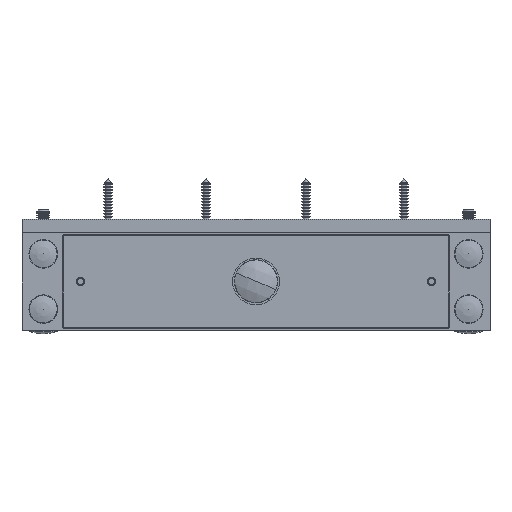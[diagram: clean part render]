
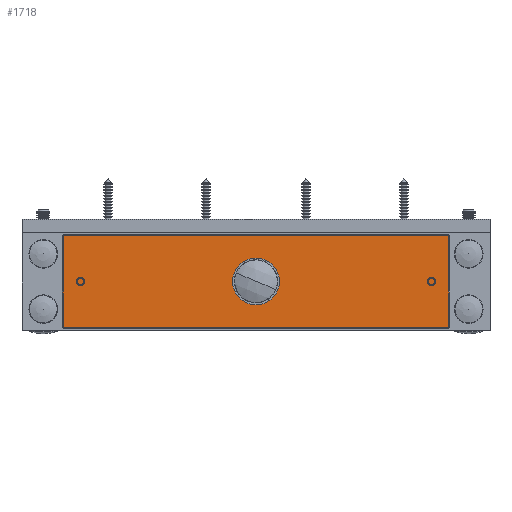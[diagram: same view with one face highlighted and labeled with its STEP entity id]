
A CAD part, top view. The second image highlights one B-rep face of the part: STEP entity #1718.
In plain terms, the highlighted planar face has unit normal (0, 0, 1).
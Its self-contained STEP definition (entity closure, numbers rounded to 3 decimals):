
#20 = AXIS2_PLACEMENT_3D ( 'NONE', #44657, #53172, #11836 ) ;
#235 = DIRECTION ( 'NONE',  ( -1., 0., 0. ) ) ;
#353 = CIRCLE ( 'NONE', #25435, 2. ) ;
#449 = ORIENTED_EDGE ( 'NONE', *, *, #26188, .T. ) ;
#917 = ORIENTED_EDGE ( 'NONE', *, *, #21931, .F. ) ;
#1718 = ADVANCED_FACE ( 'NONE', ( #57693, #48898, #12130, #38961 ), #2754, .F. ) ;
#1726 = VERTEX_POINT ( 'NONE', #30860 ) ;
#2306 = LINE ( 'NONE', #7150, #4898 ) ;
#2754 = PLANE ( 'NONE',  #20 ) ;
#3151 = LINE ( 'NONE', #17352, #57320 ) ;
#3414 = DIRECTION ( 'NONE',  ( 0.078, 0.997, 0. ) ) ;
#4729 = EDGE_CURVE ( 'NONE', #36856, #11297, #42870, .T. ) ;
#4898 = VECTOR ( 'NONE', #25546, 1000. ) ;
#6044 = VERTEX_POINT ( 'NONE', #16461 ) ;
#6400 = DIRECTION ( 'NONE',  ( 0.078, -0.997, 0. ) ) ;
#7150 = CARTESIAN_POINT ( 'NONE',  ( 90.5, -22., 40. ) ) ;
#7243 = CARTESIAN_POINT ( 'NONE',  ( 82.657, 1.994, 40. ) ) ;
#7245 = CARTESIAN_POINT ( 'NONE',  ( 82.343, 1.994, 40. ) ) ;
#8715 = DIRECTION ( 'NONE',  ( 0., 0., -1. ) ) ;
#8887 = DIRECTION ( 'NONE',  ( 0., 0., -1. ) ) ;
#9169 = CARTESIAN_POINT ( 'NONE',  ( -82.343, 1.994, 40. ) ) ;
#9750 = LINE ( 'NONE', #45907, #50993 ) ;
#10456 = DIRECTION ( 'NONE',  ( 1., 0., 0. ) ) ;
#10833 = CARTESIAN_POINT ( 'NONE',  ( -82.5, 0., 40. ) ) ;
#10892 = DIRECTION ( 'NONE',  ( -1., 0., 0. ) ) ;
#10968 = VERTEX_POINT ( 'NONE', #23420 ) ;
#11297 = VERTEX_POINT ( 'NONE', #37419 ) ;
#11415 = VERTEX_POINT ( 'NONE', #7245 ) ;
#11691 = DIRECTION ( 'NONE',  ( 0., 0., 1. ) ) ;
#11745 = ORIENTED_EDGE ( 'NONE', *, *, #47596, .T. ) ;
#11836 = DIRECTION ( 'NONE',  ( -1., 0., 0. ) ) ;
#12130 = FACE_OUTER_BOUND ( 'NONE', #56333, .T. ) ;
#14638 = ORIENTED_EDGE ( 'NONE', *, *, #47499, .T. ) ;
#16068 = CARTESIAN_POINT ( 'NONE',  ( -82.5, 0., 40. ) ) ;
#16226 = DIRECTION ( 'NONE',  ( -0.078, -0.997, 0. ) ) ;
#16461 = CARTESIAN_POINT ( 'NONE',  ( -90.5, -21.5, 40. ) ) ;
#16580 = DIRECTION ( 'NONE',  ( 0., 0., -1. ) ) ;
#16815 = AXIS2_PLACEMENT_3D ( 'NONE', #31821, #8887, #10892 ) ;
#16877 = ORIENTED_EDGE ( 'NONE', *, *, #23104, .T. ) ;
#17019 = LINE ( 'NONE', #48954, #25700 ) ;
#17352 = CARTESIAN_POINT ( 'NONE',  ( -90.5, -22., 40. ) ) ;
#18681 = EDGE_CURVE ( 'NONE', #36856, #36196, #20767, .T. ) ;
#20306 = VECTOR ( 'NONE', #16226, 1000. ) ;
#20767 = LINE ( 'NONE', #10833, #20306 ) ;
#20803 = DIRECTION ( 'NONE',  ( -1., 0., 0. ) ) ;
#21033 = LINE ( 'NONE', #43314, #34792 ) ;
#21708 = CIRCLE ( 'NONE', #55420, 4.25 ) ;
#21931 = EDGE_CURVE ( 'NONE', #58102, #26630, #51477, .T. ) ;
#23104 = EDGE_CURVE ( 'NONE', #1726, #36196, #34276, .T. ) ;
#23420 = CARTESIAN_POINT ( 'NONE',  ( 90.5, 21.5, 40. ) ) ;
#23465 = VERTEX_POINT ( 'NONE', #58025 ) ;
#24300 = VERTEX_POINT ( 'NONE', #37520 ) ;
#24505 = CARTESIAN_POINT ( 'NONE',  ( -82.5, 0., 40. ) ) ;
#25435 = AXIS2_PLACEMENT_3D ( 'NONE', #44203, #11691, #30118 ) ;
#25438 = CARTESIAN_POINT ( 'NONE',  ( 91., -21.5, 40. ) ) ;
#25524 = EDGE_CURVE ( 'NONE', #6044, #36025, #42402, .T. ) ;
#25546 = DIRECTION ( 'NONE',  ( 0., 1., 0. ) ) ;
#25700 = VECTOR ( 'NONE', #3414, 1000. ) ;
#26055 = ORIENTED_EDGE ( 'NONE', *, *, #18681, .F. ) ;
#26188 = EDGE_CURVE ( 'NONE', #10968, #24300, #9750, .T. ) ;
#26630 = VERTEX_POINT ( 'NONE', #27491 ) ;
#27080 = EDGE_CURVE ( 'NONE', #26630, #11415, #21033, .T. ) ;
#27114 = EDGE_CURVE ( 'NONE', #36025, #10968, #2306, .T. ) ;
#27491 = CARTESIAN_POINT ( 'NONE',  ( 82.382, 1.495, 40. ) ) ;
#27681 = ORIENTED_EDGE ( 'NONE', *, *, #27114, .T. ) ;
#28204 = DIRECTION ( 'NONE',  ( 0., 0., 1. ) ) ;
#28681 = ORIENTED_EDGE ( 'NONE', *, *, #4729, .T. ) ;
#29484 = AXIS2_PLACEMENT_3D ( 'NONE', #32721, #28204, #37509 ) ;
#30118 = DIRECTION ( 'NONE',  ( -1., 0., 0. ) ) ;
#30170 = EDGE_CURVE ( 'NONE', #11415, #36114, #353, .T. ) ;
#30700 = VECTOR ( 'NONE', #10456, 1000. ) ;
#30860 = CARTESIAN_POINT ( 'NONE',  ( -82.618, 1.495, 40. ) ) ;
#31821 = CARTESIAN_POINT ( 'NONE',  ( 82.5, 0., 40. ) ) ;
#31852 = EDGE_CURVE ( 'NONE', #24300, #6044, #3151, .T. ) ;
#32721 = CARTESIAN_POINT ( 'NONE',  ( -82.5, 0., 40. ) ) ;
#34276 = CIRCLE ( 'NONE', #29484, 1.5 ) ;
#34473 = DIRECTION ( 'NONE',  ( 0., 0., -1. ) ) ;
#34792 = VECTOR ( 'NONE', #38515, 1000. ) ;
#34838 = DIRECTION ( 'NONE',  ( 0., -1., 0. ) ) ;
#35895 = CARTESIAN_POINT ( 'NONE',  ( -82.382, 1.495, 40. ) ) ;
#36025 = VERTEX_POINT ( 'NONE', #43705 ) ;
#36048 = ORIENTED_EDGE ( 'NONE', *, *, #30170, .F. ) ;
#36114 = VERTEX_POINT ( 'NONE', #7243 ) ;
#36196 = VERTEX_POINT ( 'NONE', #35895 ) ;
#36856 = VERTEX_POINT ( 'NONE', #9169 ) ;
#37419 = CARTESIAN_POINT ( 'NONE',  ( -82.657, 1.994, 40. ) ) ;
#37509 = DIRECTION ( 'NONE',  ( -1., 0., 0. ) ) ;
#37520 = CARTESIAN_POINT ( 'NONE',  ( -90.5, 21.5, 40. ) ) ;
#37974 = VECTOR ( 'NONE', #6400, 1000. ) ;
#38227 = CARTESIAN_POINT ( 'NONE',  ( 82.618, 1.495, 40. ) ) ;
#38515 = DIRECTION ( 'NONE',  ( -0.078, 0.997, 0. ) ) ;
#38961 = FACE_BOUND ( 'NONE', #51003, .T. ) ;
#40843 = EDGE_CURVE ( 'NONE', #58102, #36114, #17019, .T. ) ;
#41250 = ORIENTED_EDGE ( 'NONE', *, *, #55715, .T. ) ;
#41700 = DIRECTION ( 'NONE',  ( -1., 0., 0. ) ) ;
#42402 = LINE ( 'NONE', #25438, #30700 ) ;
#42870 = CIRCLE ( 'NONE', #50626, 2. ) ;
#43314 = CARTESIAN_POINT ( 'NONE',  ( 84.273, -22.529, 40. ) ) ;
#43705 = CARTESIAN_POINT ( 'NONE',  ( 90.5, -21.5, 40. ) ) ;
#44203 = CARTESIAN_POINT ( 'NONE',  ( 82.5, 0., 40. ) ) ;
#44284 = ORIENTED_EDGE ( 'NONE', *, *, #31852, .T. ) ;
#44657 = CARTESIAN_POINT ( 'NONE',  ( 91., -22., 40. ) ) ;
#45216 = VERTEX_POINT ( 'NONE', #47539 ) ;
#45907 = CARTESIAN_POINT ( 'NONE',  ( 91., 21.5, 40. ) ) ;
#46338 = EDGE_LOOP ( 'NONE', ( #49397, #917, #52247, #36048 ) ) ;
#47094 = LINE ( 'NONE', #24505, #37974 ) ;
#47499 = EDGE_CURVE ( 'NONE', #23465, #45216, #59289, .T. ) ;
#47539 = CARTESIAN_POINT ( 'NONE',  ( 4.25, 0., 40. ) ) ;
#47596 = EDGE_CURVE ( 'NONE', #45216, #23465, #21708, .T. ) ;
#47701 = AXIS2_PLACEMENT_3D ( 'NONE', #58517, #16580, #20803 ) ;
#47727 = DIRECTION ( 'NONE',  ( -1., 0., 0. ) ) ;
#48898 = FACE_BOUND ( 'NONE', #46338, .T. ) ;
#48954 = CARTESIAN_POINT ( 'NONE',  ( 80.832, -21.2, 40. ) ) ;
#49397 = ORIENTED_EDGE ( 'NONE', *, *, #27080, .F. ) ;
#49483 = EDGE_LOOP ( 'NONE', ( #14638, #11745 ) ) ;
#49881 = ORIENTED_EDGE ( 'NONE', *, *, #25524, .T. ) ;
#50626 = AXIS2_PLACEMENT_3D ( 'NONE', #16068, #34473, #47727 ) ;
#50993 = VECTOR ( 'NONE', #41700, 1000. ) ;
#51003 = EDGE_LOOP ( 'NONE', ( #28681, #41250, #16877, #26055 ) ) ;
#51477 = CIRCLE ( 'NONE', #16815, 1.5 ) ;
#52247 = ORIENTED_EDGE ( 'NONE', *, *, #40843, .T. ) ;
#53172 = DIRECTION ( 'NONE',  ( 0., 0., -1. ) ) ;
#55420 = AXIS2_PLACEMENT_3D ( 'NONE', #59685, #8715, #235 ) ;
#55715 = EDGE_CURVE ( 'NONE', #11297, #1726, #47094, .T. ) ;
#56333 = EDGE_LOOP ( 'NONE', ( #44284, #49881, #27681, #449 ) ) ;
#57320 = VECTOR ( 'NONE', #34838, 1000. ) ;
#57693 = FACE_BOUND ( 'NONE', #49483, .T. ) ;
#58025 = CARTESIAN_POINT ( 'NONE',  ( -4.25, 0., 40. ) ) ;
#58102 = VERTEX_POINT ( 'NONE', #38227 ) ;
#58517 = CARTESIAN_POINT ( 'NONE',  ( 0., 0., 40. ) ) ;
#59289 = CIRCLE ( 'NONE', #47701, 4.25 ) ;
#59685 = CARTESIAN_POINT ( 'NONE',  ( 0., 0., 40. ) ) ;
